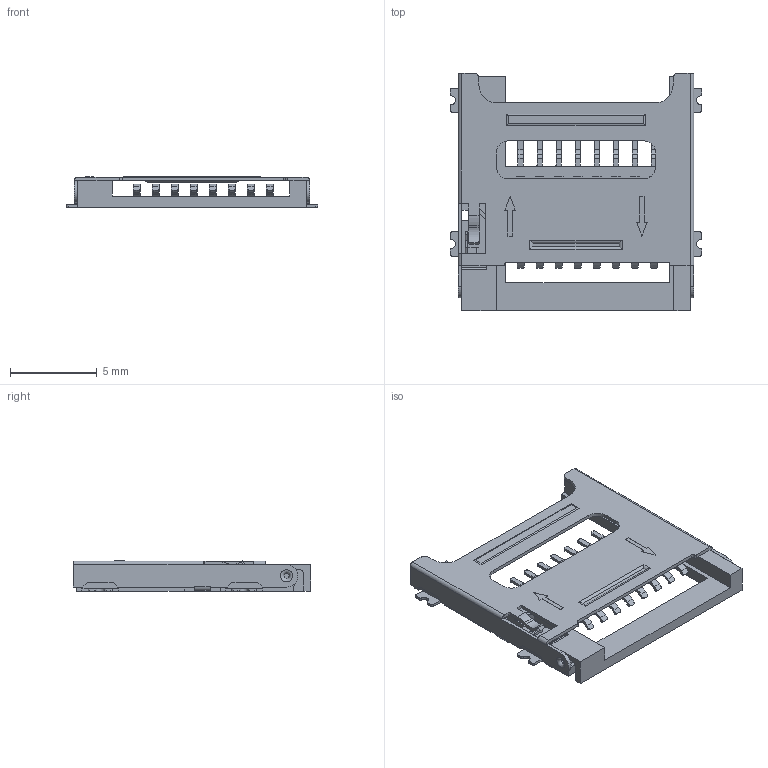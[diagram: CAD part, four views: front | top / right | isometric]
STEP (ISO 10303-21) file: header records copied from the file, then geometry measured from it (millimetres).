
FILE_DESCRIPTION(/* description */ ('Unknown'),/* implementation_level */ '2;1');
FILE_NAME(/* name */ '693072010801',/* time_stamp */ '2022-05-31T13:01:57+02:00',/* author */ ('Unknown'),/* organization */ ('Unknown'),/* preprocessor_version */ 'ST-DEVELOPER v16.7',/* originating_system */ 'Solid Edge',/* authorisation */ 'Unknown');
FILE_SCHEMA (('AUTOMOTIVE_DESIGN {1 0 10303 214 3 1 1}'));
Length unit declared in the file: millimetre
Products named in the file (6): 693072010801; 693072010801_PIN; 693072010801_PATTE; 693072010801_CACHE; 693072010801_PATTE_SPE
Assembly tree (14 placements, depth 2):
  693072010801
    693072010801
    693072010801_PIN  x8
    693072010801_PATTE  x3
    693072010801_CACHE
    693072010801_PATTE_SPE
Bounding box: 14.5 x 13.7 x 1.77 mm (x, y, z)
Volume: 100.8 mm3; surface area: 724.9 mm2
Topology: 14 solids, 14 shells, 834 faces, 2337 edges, 1542 vertices
Faces by surface type: plane 551, cylinder 279, torus 4
Full cylindrical faces by diameter (mm): 0.3 x2, 0.7 x2
Entity records: 15930 total; most frequent: CARTESIAN_POINT 2782, ORIENTED_EDGE 2738, DIRECTION 2589, EDGE_CURVE 1369, LINE 1155, VECTOR 1155, VERTEX_POINT 910, AXIS2_PLACEMENT_3D 717
